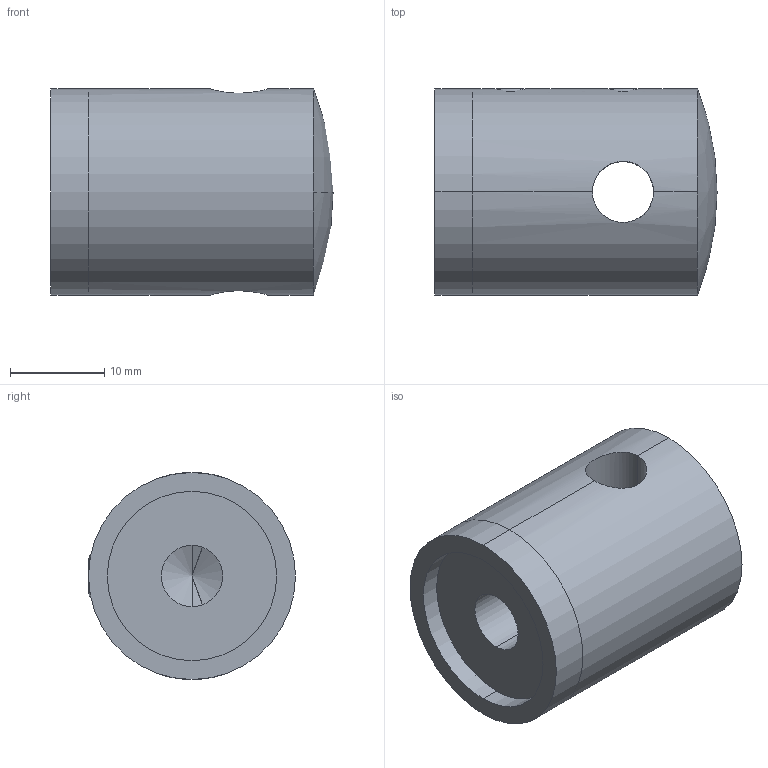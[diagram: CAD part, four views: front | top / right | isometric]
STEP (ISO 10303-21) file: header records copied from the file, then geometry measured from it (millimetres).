
FILE_DESCRIPTION (( 'STEP AP203' ), '1' );
FILE_NAME ('A17_400.STEP', '2019-02-19T12:56:02', ( '' ), ( '' ), 'SwSTEP 2.0', 'SolidWorks 2018', '' );
FILE_SCHEMA (( 'CONFIG_CONTROL_DESIGN' ));
Length unit declared in the file: millimetre
Products named in the file (5): SKRUTKA DIN 913_SKRUTKA M 5X 5; A17_400.P1; A17_400.P2; DIN 914_SKRUTKA M 5X 5; A17_400
Assembly tree (4 placements, depth 2):
  A17_400
    A17_400.P1
    A17_400.P2
    DIN 914_SKRUTKA M 5X 5
    SKRUTKA DIN 913_SKRUTKA M 5X 5
Bounding box: 30 x 22 x 22 mm (x, y, z)
Volume: 8874.5 mm3; surface area: 5093 mm2
Topology: 4 solids, 4 shells, 65 faces, 144 edges, 88 vertices
Faces by surface type: cylinder 24, plane 23, cone 16, sphere 2
Entity records: 2637 total; most frequent: CARTESIAN_POINT 656, DIRECTION 326, ORIENTED_EDGE 284, EDGE_CURVE 142, AXIS2_PLACEMENT_3D 124, VERTEX_POINT 88, LINE 78, VECTOR 78
